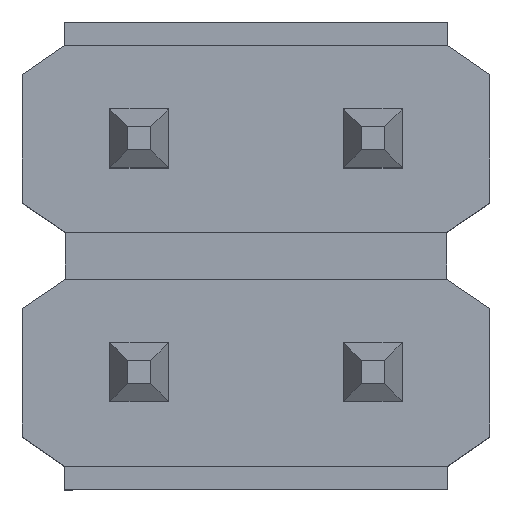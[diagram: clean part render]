
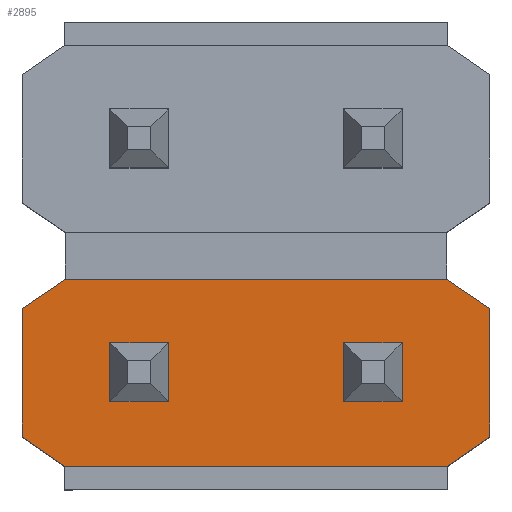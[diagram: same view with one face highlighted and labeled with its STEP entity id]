
A CAD part, top view. The second image highlights one B-rep face of the part: STEP entity #2895.
In plain terms, the highlighted planar face has unit normal (0, 0, 1).
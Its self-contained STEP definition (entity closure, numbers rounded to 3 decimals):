
#216=ORIENTED_EDGE('',*,*,#712,.T.);
#217=ORIENTED_EDGE('',*,*,#713,.T.);
#218=ORIENTED_EDGE('',*,*,#714,.T.);
#219=ORIENTED_EDGE('',*,*,#715,.T.);
#220=ORIENTED_EDGE('',*,*,#716,.T.);
#221=ORIENTED_EDGE('',*,*,#717,.T.);
#222=ORIENTED_EDGE('',*,*,#718,.T.);
#223=ORIENTED_EDGE('',*,*,#719,.T.);
#224=ORIENTED_EDGE('',*,*,#607,.T.);
#225=ORIENTED_EDGE('',*,*,#655,.T.);
#226=ORIENTED_EDGE('',*,*,#680,.F.);
#227=ORIENTED_EDGE('',*,*,#695,.F.);
#228=ORIENTED_EDGE('',*,*,#627,.F.);
#229=ORIENTED_EDGE('',*,*,#710,.F.);
#230=ORIENTED_EDGE('',*,*,#675,.T.);
#231=ORIENTED_EDGE('',*,*,#667,.T.);
#607=EDGE_CURVE('',#890,#889,#1063,.T.);
#627=EDGE_CURVE('',#906,#907,#1083,.T.);
#655=EDGE_CURVE('',#889,#926,#1111,.T.);
#667=EDGE_CURVE('',#934,#890,#1123,.T.);
#675=EDGE_CURVE('',#939,#934,#1131,.T.);
#680=EDGE_CURVE('',#943,#926,#1136,.T.);
#695=EDGE_CURVE('',#907,#943,#1151,.T.);
#710=EDGE_CURVE('',#939,#906,#1166,.T.);
#712=EDGE_CURVE('',#952,#953,#1168,.T.);
#713=EDGE_CURVE('',#953,#954,#1169,.T.);
#714=EDGE_CURVE('',#954,#955,#1170,.T.);
#715=EDGE_CURVE('',#955,#952,#1171,.T.);
#716=EDGE_CURVE('',#956,#957,#1172,.T.);
#717=EDGE_CURVE('',#957,#958,#1173,.T.);
#718=EDGE_CURVE('',#958,#959,#1174,.T.);
#719=EDGE_CURVE('',#959,#956,#1175,.T.);
#889=VERTEX_POINT('',#3672);
#890=VERTEX_POINT('',#3674);
#906=VERTEX_POINT('',#3716);
#907=VERTEX_POINT('',#3717);
#926=VERTEX_POINT('',#3770);
#934=VERTEX_POINT('',#3794);
#939=VERTEX_POINT('',#3807);
#943=VERTEX_POINT('',#3819);
#952=VERTEX_POINT('',#3878);
#953=VERTEX_POINT('',#3879);
#954=VERTEX_POINT('',#3881);
#955=VERTEX_POINT('',#3883);
#956=VERTEX_POINT('',#3886);
#957=VERTEX_POINT('',#3887);
#958=VERTEX_POINT('',#3889);
#959=VERTEX_POINT('',#3891);
#1063=LINE('',#3673,#1347);
#1083=LINE('',#3715,#1367);
#1111=LINE('',#3772,#1395);
#1123=LINE('',#3793,#1407);
#1131=LINE('',#3809,#1415);
#1136=LINE('',#3820,#1420);
#1151=LINE('',#3844,#1435);
#1166=LINE('',#3868,#1450);
#1168=LINE('',#3877,#1452);
#1169=LINE('',#3880,#1453);
#1170=LINE('',#3882,#1454);
#1171=LINE('',#3884,#1455);
#1172=LINE('',#3885,#1456);
#1173=LINE('',#3888,#1457);
#1174=LINE('',#3890,#1458);
#1175=LINE('',#3892,#1459);
#1347=VECTOR('',#3133,1000.);
#1367=VECTOR('',#3165,1000.);
#1395=VECTOR('',#3207,1000.);
#1407=VECTOR('',#3225,1000.);
#1415=VECTOR('',#3237,1000.);
#1420=VECTOR('',#3246,1000.);
#1435=VECTOR('',#3271,1000.);
#1450=VECTOR('',#3296,1000.);
#1452=VECTOR('',#3312,1000.);
#1453=VECTOR('',#3313,1000.);
#1454=VECTOR('',#3314,1000.);
#1455=VECTOR('',#3315,1000.);
#1456=VECTOR('',#3316,1000.);
#1457=VECTOR('',#3317,1000.);
#1458=VECTOR('',#3318,1000.);
#1459=VECTOR('',#3319,1000.);
#1657=EDGE_LOOP('',(#216,#217,#218,#219));
#1658=EDGE_LOOP('',(#220,#221,#222,#223));
#1659=EDGE_LOOP('',(#224,#225,#226,#227,#228,#229,#230,#231));
#1787=FACE_BOUND('',#1657,.T.);
#1788=FACE_BOUND('',#1658,.T.);
#1789=FACE_BOUND('',#1659,.T.);
#1917=PLANE('',#3024);
#2895=ADVANCED_FACE('',(#1787,#1788,#1789),#1917,.T.);
#3024=AXIS2_PLACEMENT_3D('',#3876,#3310,#3311);
#3133=DIRECTION('',(0.,-1.,0.));
#3165=DIRECTION('',(0.,-1.,0.));
#3207=DIRECTION('',(0.57,-0.821,0.));
#3225=DIRECTION('',(-0.57,-0.821,0.));
#3237=DIRECTION('',(-1.,0.,0.));
#3246=DIRECTION('',(-1.,0.,0.));
#3271=DIRECTION('',(-0.56,-0.829,0.));
#3296=DIRECTION('',(0.56,-0.829,0.));
#3310=DIRECTION('',(0.,0.,1.));
#3311=DIRECTION('',(1.,0.,0.));
#3312=DIRECTION('',(-1.,0.,0.));
#3313=DIRECTION('',(0.,1.,0.));
#3314=DIRECTION('',(1.,0.,0.));
#3315=DIRECTION('',(0.,-1.,0.));
#3316=DIRECTION('',(-1.,0.,0.));
#3317=DIRECTION('',(0.,1.,0.));
#3318=DIRECTION('',(1.,0.,0.));
#3319=DIRECTION('',(0.,-1.,0.));
#3672=CARTESIAN_POINT('',(-1.8,-1.64,1.));
#3673=CARTESIAN_POINT('',(-1.8,1.64,1.));
#3674=CARTESIAN_POINT('',(-1.8,1.64,1.));
#3715=CARTESIAN_POINT('',(-0.2,1.63,1.));
#3716=CARTESIAN_POINT('',(-0.2,1.63,1.));
#3717=CARTESIAN_POINT('',(-0.2,-1.63,1.));
#3770=CARTESIAN_POINT('',(-1.55,-2.,1.));
#3772=CARTESIAN_POINT('',(-1.8,-1.64,1.));
#3793=CARTESIAN_POINT('',(-1.55,2.,1.));
#3794=CARTESIAN_POINT('',(-1.55,2.,1.));
#3807=CARTESIAN_POINT('',(-0.45,2.,1.));
#3809=CARTESIAN_POINT('',(2.,2.,1.));
#3819=CARTESIAN_POINT('',(-0.45,-2.,1.));
#3820=CARTESIAN_POINT('',(2.,-2.,1.));
#3844=CARTESIAN_POINT('',(-0.2,-1.63,1.));
#3868=CARTESIAN_POINT('',(-0.45,2.,1.));
#3876=CARTESIAN_POINT('',(2.,-2.,1.));
#3877=CARTESIAN_POINT('',(-0.75,0.75,1.));
#3878=CARTESIAN_POINT('',(-0.75,0.75,1.));
#3879=CARTESIAN_POINT('',(-1.25,0.75,1.));
#3880=CARTESIAN_POINT('',(-1.25,0.75,1.));
#3881=CARTESIAN_POINT('',(-1.25,1.25,1.));
#3882=CARTESIAN_POINT('',(-1.25,1.25,1.));
#3883=CARTESIAN_POINT('',(-0.75,1.25,1.));
#3884=CARTESIAN_POINT('',(-0.75,1.25,1.));
#3885=CARTESIAN_POINT('',(-0.75,-1.25,1.));
#3886=CARTESIAN_POINT('',(-0.75,-1.25,1.));
#3887=CARTESIAN_POINT('',(-1.25,-1.25,1.));
#3888=CARTESIAN_POINT('',(-1.25,-1.25,1.));
#3889=CARTESIAN_POINT('',(-1.25,-0.75,1.));
#3890=CARTESIAN_POINT('',(-1.25,-0.75,1.));
#3891=CARTESIAN_POINT('',(-0.75,-0.75,1.));
#3892=CARTESIAN_POINT('',(-0.75,-0.75,1.));
